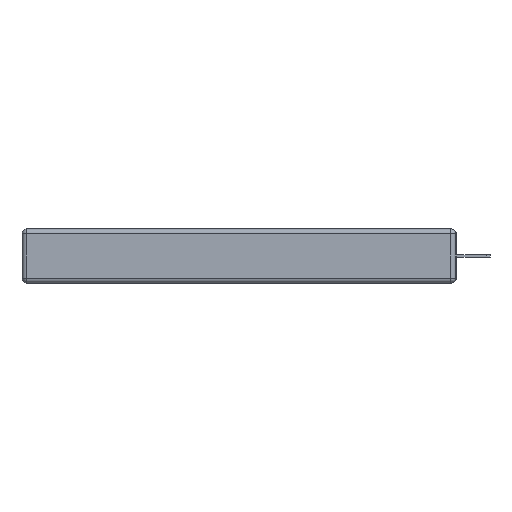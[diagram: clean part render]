
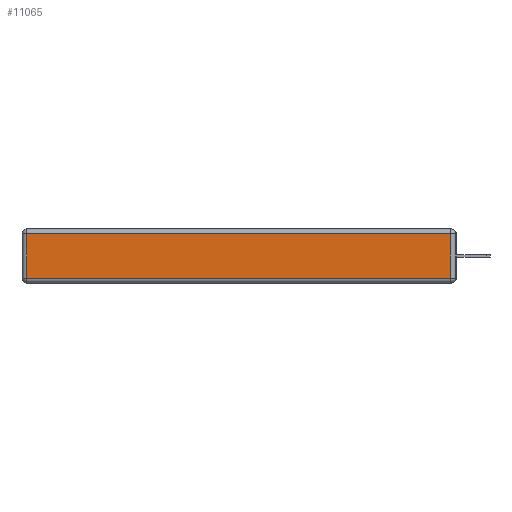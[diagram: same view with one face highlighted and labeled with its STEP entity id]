
A CAD part, left-side view. The second image highlights one B-rep face of the part: STEP entity #11065.
In plain terms, the highlighted planar face has unit normal (-1, 0, 0).
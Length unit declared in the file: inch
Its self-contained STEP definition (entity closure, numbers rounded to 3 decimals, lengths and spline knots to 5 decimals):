
#4 = EDGE_CURVE ( 'NONE', #3566, #11352, #12523, .T. ) ;
#192 = EDGE_LOOP ( 'NONE', ( #12621, #1891, #4012, #2311 ) ) ;
#1216 = DIRECTION ( 'NONE',  ( 0., -1., 0. ) ) ;
#1538 = VECTOR ( 'NONE', #1216, 39.37008 ) ;
#1891 = ORIENTED_EDGE ( 'NONE', *, *, #4209, .T. ) ;
#2311 = ORIENTED_EDGE ( 'NONE', *, *, #4, .T. ) ;
#3226 = LINE ( 'NONE', #8638, #3363 ) ;
#3363 = VECTOR ( 'NONE', #10612, 39.37008 ) ;
#3566 = VERTEX_POINT ( 'NONE', #3697 ) ;
#3697 = CARTESIAN_POINT ( 'NONE',  ( 0., 2.72, -0.03 ) ) ;
#3828 = DIRECTION ( 'NONE',  ( 0., 0., 1. ) ) ;
#4012 = ORIENTED_EDGE ( 'NONE', *, *, #12132, .T. ) ;
#4209 = EDGE_CURVE ( 'NONE', #8524, #8007, #3226, .T. ) ;
#5696 = DIRECTION ( 'NONE',  ( 0., 0., -1. ) ) ;
#6235 = VECTOR ( 'NONE', #9372, 39.37008 ) ;
#6324 = CARTESIAN_POINT ( 'NONE',  ( 0., 2.72, -0.313 ) ) ;
#6395 = FACE_OUTER_BOUND ( 'NONE', #192, .T. ) ;
#6625 = PLANE ( 'NONE',  #8091 ) ;
#6724 = CARTESIAN_POINT ( 'NONE',  ( 0., 2.72, -0.343 ) ) ;
#6944 = CARTESIAN_POINT ( 'NONE',  ( 0., 0.03, -0.03 ) ) ;
#7788 = CARTESIAN_POINT ( 'NONE',  ( 0., 0.03, -0.313 ) ) ;
#8007 = VERTEX_POINT ( 'NONE', #6944 ) ;
#8015 = CARTESIAN_POINT ( 'NONE',  ( 0., 0., -0.313 ) ) ;
#8091 = AXIS2_PLACEMENT_3D ( 'NONE', #11894, #12827, #3828 ) ;
#8211 = EDGE_CURVE ( 'NONE', #11352, #8524, #11066, .T. ) ;
#8524 = VERTEX_POINT ( 'NONE', #7788 ) ;
#8638 = CARTESIAN_POINT ( 'NONE',  ( 0., 0.03, -0.343 ) ) ;
#9372 = DIRECTION ( 'NONE',  ( 0., 1., 0. ) ) ;
#9448 = CARTESIAN_POINT ( 'NONE',  ( 0., 2.75, -0.03 ) ) ;
#9872 = VECTOR ( 'NONE', #5696, 39.37008 ) ;
#10612 = DIRECTION ( 'NONE',  ( 0., 0., 1. ) ) ;
#11065 = ADVANCED_FACE ( 'NONE', ( #6395 ), #6625, .T. ) ;
#11066 = LINE ( 'NONE', #8015, #1538 ) ;
#11352 = VERTEX_POINT ( 'NONE', #6324 ) ;
#11572 = LINE ( 'NONE', #9448, #6235 ) ;
#11894 = CARTESIAN_POINT ( 'NONE',  ( 0., 0., -0.343 ) ) ;
#12132 = EDGE_CURVE ( 'NONE', #8007, #3566, #11572, .T. ) ;
#12523 = LINE ( 'NONE', #6724, #9872 ) ;
#12621 = ORIENTED_EDGE ( 'NONE', *, *, #8211, .T. ) ;
#12827 = DIRECTION ( 'NONE',  ( -1., 0., 0. ) ) ;
